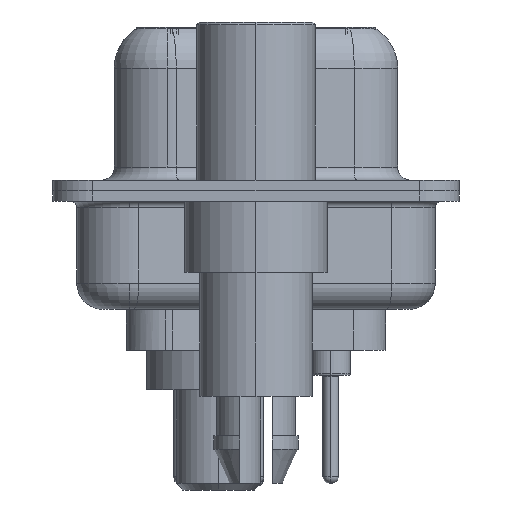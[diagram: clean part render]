
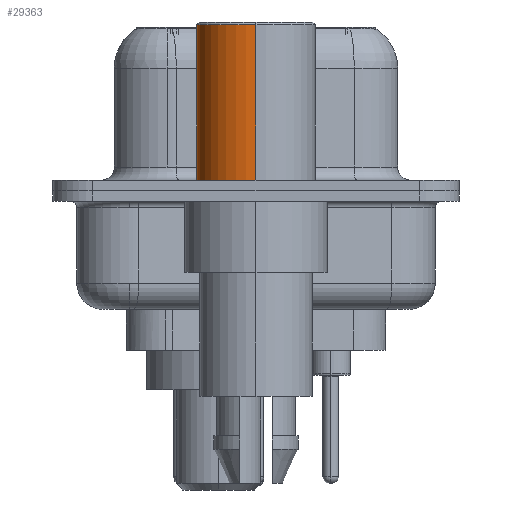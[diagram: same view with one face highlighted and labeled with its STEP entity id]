
A CAD part, left-side view. The second image highlights one B-rep face of the part: STEP entity #29363.
In plain terms, the highlighted cylindrical face has radius 2.25 mm (diameter 4.5 mm), a partial arc.
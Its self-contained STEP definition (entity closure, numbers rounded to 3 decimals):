
#10 = DIRECTION ( 'NONE',  ( 1., 0., 0. ) ) ;
#1101 = EDGE_CURVE ( 'NONE', #13185, #20683, #15317, .T. ) ;
#1536 = CARTESIAN_POINT ( 'NONE',  ( 2.25, 0., 6.3 ) ) ;
#1754 = ORIENTED_EDGE ( 'NONE', *, *, #21434, .F. ) ;
#2427 = EDGE_CURVE ( 'NONE', #3724, #11712, #19372, .T. ) ;
#2564 = DIRECTION ( 'NONE',  ( 0., 0., 1. ) ) ;
#2774 = DIRECTION ( 'NONE',  ( 1., 0., 0. ) ) ;
#3055 = VECTOR ( 'NONE', #28977, 1000. ) ;
#3111 = CARTESIAN_POINT ( 'NONE',  ( 0., 0., 6.3 ) ) ;
#3252 = DIRECTION ( 'NONE',  ( 0., 0., 1. ) ) ;
#3724 = VERTEX_POINT ( 'NONE', #33162 ) ;
#5480 = ORIENTED_EDGE ( 'NONE', *, *, #2427, .T. ) ;
#6884 = CARTESIAN_POINT ( 'NONE',  ( 2.25, 0., 0.581 ) ) ;
#7803 = FACE_OUTER_BOUND ( 'NONE', #24041, .T. ) ;
#9648 = ORIENTED_EDGE ( 'NONE', *, *, #1101, .F. ) ;
#10040 = AXIS2_PLACEMENT_3D ( 'NONE', #3111, #31890, #2774 ) ;
#11712 = VERTEX_POINT ( 'NONE', #18998 ) ;
#12170 = LINE ( 'NONE', #15830, #3055 ) ;
#12197 = DIRECTION ( 'NONE',  ( 0., 0., 1. ) ) ;
#13185 = VERTEX_POINT ( 'NONE', #1536 ) ;
#14405 = CYLINDRICAL_SURFACE ( 'NONE', #27174, 2.25 ) ;
#15317 = CIRCLE ( 'NONE', #10040, 2.25 ) ;
#15830 = CARTESIAN_POINT ( 'NONE',  ( -2.25, 0., 0.581 ) ) ;
#18521 = CARTESIAN_POINT ( 'NONE',  ( 0., 0., 0.581 ) ) ;
#18998 = CARTESIAN_POINT ( 'NONE',  ( -2.25, 0., 0.4 ) ) ;
#19101 = CARTESIAN_POINT ( 'NONE',  ( 0., 0., 0.4 ) ) ;
#19372 = CIRCLE ( 'NONE', #22733, 2.25 ) ;
#20683 = VERTEX_POINT ( 'NONE', #29276 ) ;
#21434 = EDGE_CURVE ( 'NONE', #3724, #13185, #21806, .T. ) ;
#21436 = DIRECTION ( 'NONE',  ( 1., 0., 0. ) ) ;
#21806 = LINE ( 'NONE', #6884, #26112 ) ;
#22733 = AXIS2_PLACEMENT_3D ( 'NONE', #19101, #3252, #21436 ) ;
#24041 = EDGE_LOOP ( 'NONE', ( #5480, #31391, #9648, #1754 ) ) ;
#25386 = EDGE_CURVE ( 'NONE', #11712, #20683, #12170, .T. ) ;
#26112 = VECTOR ( 'NONE', #12197, 1000. ) ;
#27174 = AXIS2_PLACEMENT_3D ( 'NONE', #18521, #2564, #10 ) ;
#28977 = DIRECTION ( 'NONE',  ( 0., 0., 1. ) ) ;
#29276 = CARTESIAN_POINT ( 'NONE',  ( -2.25, 0., 6.3 ) ) ;
#29363 = ADVANCED_FACE ( 'NONE', ( #7803 ), #14405, .T. ) ;
#31391 = ORIENTED_EDGE ( 'NONE', *, *, #25386, .T. ) ;
#31890 = DIRECTION ( 'NONE',  ( 0., 0., 1. ) ) ;
#33162 = CARTESIAN_POINT ( 'NONE',  ( 2.25, 0., 0.4 ) ) ;
